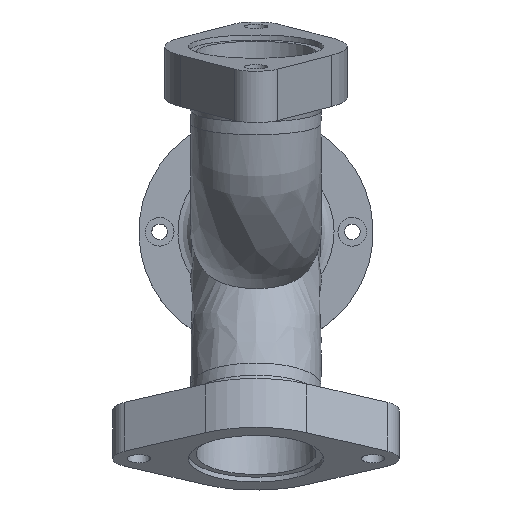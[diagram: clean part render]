
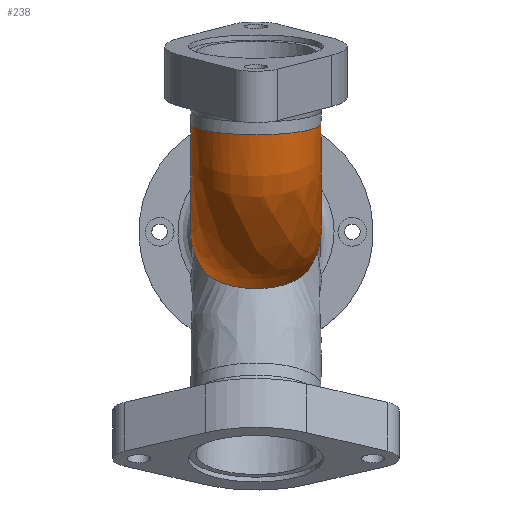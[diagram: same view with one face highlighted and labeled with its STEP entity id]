
A CAD part, top view. The second image highlights one B-rep face of the part: STEP entity #238.
In plain terms, the highlighted free-form (B-spline) face has degree [2, 2] with [3, 7] control points.
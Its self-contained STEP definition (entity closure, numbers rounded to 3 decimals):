
#24 = VERTEX_POINT('',#25);
#25 = CARTESIAN_POINT('',(0.,25.688,
    125.357));
#30 = EDGE_CURVE('',#31,#24,#33,.T.);
#31 = VERTEX_POINT('',#32);
#32 = CARTESIAN_POINT('',(20.999,-14.796,
    125.357));
#33 = ( BOUNDED_CURVE() B_SPLINE_CURVE(2,(#34,#35,#36),.UNSPECIFIED.,.F.
,.F.) B_SPLINE_CURVE_WITH_KNOTS((3,3),(4.099,6.283),
.PIECEWISE_BEZIER_KNOTS.) CURVE() GEOMETRIC_REPRESENTATION_ITEM() 
RATIONAL_B_SPLINE_CURVE((1.,0.46,1.)) REPRESENTATION_ITEM('') 
  );
#34 = CARTESIAN_POINT('',(20.999,-14.796,
    125.357));
#35 = CARTESIAN_POINT('',(49.525,25.688,125.357)
  );
#36 = CARTESIAN_POINT('',(0.,25.688,
    125.357));
#106 = VERTEX_POINT('',#107);
#107 = CARTESIAN_POINT('',(-20.999,-14.796,
    125.357));
#162 = EDGE_CURVE('',#24,#106,#163,.T.);
#163 = ( BOUNDED_CURVE() B_SPLINE_CURVE(2,(#164,#165,#166),
.UNSPECIFIED.,.F.,.F.) B_SPLINE_CURVE_WITH_KNOTS((3,3),(0.,
2.185),.PIECEWISE_BEZIER_KNOTS.) CURVE() 
GEOMETRIC_REPRESENTATION_ITEM() RATIONAL_B_SPLINE_CURVE((1.,
0.46,1.)) REPRESENTATION_ITEM('') );
#164 = CARTESIAN_POINT('',(0.,25.688,
    125.357));
#165 = CARTESIAN_POINT('',(-49.525,25.688,
    125.357));
#166 = CARTESIAN_POINT('',(-20.999,-14.796,
    125.357));
#238 = ADVANCED_FACE('',(#239),#322,.T.);
#239 = FACE_BOUND('',#240,.T.);
#240 = EDGE_LOOP('',(#241,#242,#250,#260,#261,#262,#293));
#241 = ORIENTED_EDGE('',*,*,#30,.T.);
#242 = ORIENTED_EDGE('',*,*,#243,.T.);
#243 = EDGE_CURVE('',#24,#244,#246,.T.);
#244 = VERTEX_POINT('',#245);
#245 = CARTESIAN_POINT('',(0.,46.915,
    150.654));
#246 = ( BOUNDED_CURVE() B_SPLINE_CURVE(2,(#247,#248,#249),
.UNSPECIFIED.,.F.,.F.) B_SPLINE_CURVE_WITH_KNOTS((3,3),(3.142,
4.538),.PIECEWISE_BEZIER_KNOTS.) CURVE() 
GEOMETRIC_REPRESENTATION_ITEM() RATIONAL_B_SPLINE_CURVE((1.,
0.766,1.)) REPRESENTATION_ITEM('') );
#247 = CARTESIAN_POINT('',(0.,25.688,
    125.357));
#248 = CARTESIAN_POINT('',(0.,25.688,
    146.911));
#249 = CARTESIAN_POINT('',(0.,46.915,
    150.654));
#250 = ORIENTED_EDGE('',*,*,#251,.T.);
#251 = EDGE_CURVE('',#244,#244,#252,.T.);
#252 = ( BOUNDED_CURVE() B_SPLINE_CURVE(2,(#253,#254,#255,#256,#257,#258
,#259),.UNSPECIFIED.,.T.,.F.) B_SPLINE_CURVE_WITH_KNOTS((3,2,2,3),(
    3.142,5.236,7.33,9.425),
.PIECEWISE_BEZIER_KNOTS.) CURVE() GEOMETRIC_REPRESENTATION_ITEM() 
RATIONAL_B_SPLINE_CURVE((1.,0.5,1.,0.5,1.,0.5,1.)) REPRESENTATION_ITEM(
  '') );
#253 = CARTESIAN_POINT('',(0.,46.915,
    150.654));
#254 = CARTESIAN_POINT('',(44.493,46.915,
    150.654));
#255 = CARTESIAN_POINT('',(22.246,40.224,
    188.601));
#256 = CARTESIAN_POINT('',(0.,33.533,
    226.547));
#257 = CARTESIAN_POINT('',(-22.246,40.224,188.601
    ));
#258 = CARTESIAN_POINT('',(-44.493,46.915,
    150.654));
#259 = CARTESIAN_POINT('',(0.,46.915,
    150.654));
#260 = ORIENTED_EDGE('',*,*,#243,.F.);
#261 = ORIENTED_EDGE('',*,*,#162,.T.);
#262 = ORIENTED_EDGE('',*,*,#263,.T.);
#263 = EDGE_CURVE('',#106,#264,#266,.T.);
#264 = VERTEX_POINT('',#265);
#265 = CARTESIAN_POINT('',(0.,-22.669,
    146.715));
#266 = B_SPLINE_CURVE_WITH_KNOTS('',7,(#267,#268,#269,#270,#271,#272,
    #273,#274,#275,#276,#277,#278,#279,#280,#281,#282,#283,#284,#285,
    #286,#287,#288,#289,#290,#291,#292),.UNSPECIFIED.,.F.,.F.,(8,6,6,6,8
    ),(0.,0.257,0.578,0.744,1.),
  .UNSPECIFIED.);
#267 = CARTESIAN_POINT('',(-20.999,-14.796,
    125.357));
#268 = CARTESIAN_POINT('',(-20.689,-15.235,
    126.454));
#269 = CARTESIAN_POINT('',(-20.354,-15.667,
    127.546));
#270 = CARTESIAN_POINT('',(-19.99,-16.092,
    128.632));
#271 = CARTESIAN_POINT('',(-19.596,-16.51,
    129.711));
#272 = CARTESIAN_POINT('',(-19.168,-16.92,
    130.78));
#273 = CARTESIAN_POINT('',(-18.706,-17.322,
    131.837));
#274 = CARTESIAN_POINT('',(-17.579,-18.205,
    134.183));
#275 = CARTESIAN_POINT('',(-16.893,-18.682,
    135.464));
#276 = CARTESIAN_POINT('',(-16.143,-19.142,
    136.715));
#277 = CARTESIAN_POINT('',(-15.323,-19.584,
    137.931));
#278 = CARTESIAN_POINT('',(-14.427,-20.005,
    139.101));
#279 = CARTESIAN_POINT('',(-13.453,-20.402,
    140.212));
#280 = CARTESIAN_POINT('',(-11.847,-20.96,
    141.789));
#281 = CARTESIAN_POINT('',(-11.277,-21.143,
    142.307));
#282 = CARTESIAN_POINT('',(-10.685,-21.317,
    142.804));
#283 = CARTESIAN_POINT('',(-10.071,-21.482,
    143.276));
#284 = CARTESIAN_POINT('',(-9.434,-21.637,
    143.722));
#285 = CARTESIAN_POINT('',(-8.775,-21.782,
    144.137));
#286 = CARTESIAN_POINT('',(-7.051,-22.119,
    145.111));
#287 = CARTESIAN_POINT('',(-5.956,-22.296,
    145.626));
#288 = CARTESIAN_POINT('',(-4.817,-22.442,
    146.052));
#289 = CARTESIAN_POINT('',(-3.64,-22.555,
    146.381));
#290 = CARTESIAN_POINT('',(-2.436,-22.631,
    146.604));
#291 = CARTESIAN_POINT('',(-1.218,-22.669,
    146.715));
#292 = CARTESIAN_POINT('',(0.,-22.669,146.715));
#293 = ORIENTED_EDGE('',*,*,#294,.T.);
#294 = EDGE_CURVE('',#264,#31,#295,.T.);
#295 = B_SPLINE_CURVE_WITH_KNOTS('',7,(#296,#297,#298,#299,#300,#301,
    #302,#303,#304,#305,#306,#307,#308,#309,#310,#311,#312,#313,#314,
    #315,#316,#317,#318,#319,#320,#321),.UNSPECIFIED.,.F.,.F.,(8,6,6,6,8
    ),(0.,0.256,0.422,0.743,1.),
  .UNSPECIFIED.);
#296 = CARTESIAN_POINT('',(0.,-22.669,146.715));
#297 = CARTESIAN_POINT('',(1.217,-22.669,146.715
    ));
#298 = CARTESIAN_POINT('',(2.435,-22.631,
    146.604));
#299 = CARTESIAN_POINT('',(3.638,-22.555,
    146.382));
#300 = CARTESIAN_POINT('',(4.813,-22.443,
    146.053));
#301 = CARTESIAN_POINT('',(5.952,-22.296,
    145.627));
#302 = CARTESIAN_POINT('',(7.047,-22.12,
    145.113));
#303 = CARTESIAN_POINT('',(8.769,-21.783,
    144.141));
#304 = CARTESIAN_POINT('',(9.426,-21.639,143.727
    ));
#305 = CARTESIAN_POINT('',(10.062,-21.484,
    143.282));
#306 = CARTESIAN_POINT('',(10.676,-21.319,
    142.811));
#307 = CARTESIAN_POINT('',(11.267,-21.146,
    142.316));
#308 = CARTESIAN_POINT('',(11.836,-20.964,
    141.799));
#309 = CARTESIAN_POINT('',(13.443,-20.406,
    140.223));
#310 = CARTESIAN_POINT('',(14.42,-20.009,
    139.111));
#311 = CARTESIAN_POINT('',(15.317,-19.587,
    137.94));
#312 = CARTESIAN_POINT('',(16.138,-19.145,
    136.723));
#313 = CARTESIAN_POINT('',(16.89,-18.684,
    135.47));
#314 = CARTESIAN_POINT('',(17.577,-18.207,
    134.188));
#315 = CARTESIAN_POINT('',(18.705,-17.323,
    131.839));
#316 = CARTESIAN_POINT('',(19.168,-16.921,
    130.782));
#317 = CARTESIAN_POINT('',(19.595,-16.511,
    129.712));
#318 = CARTESIAN_POINT('',(19.99,-16.093,
    128.633));
#319 = CARTESIAN_POINT('',(20.354,-15.668,
    127.547));
#320 = CARTESIAN_POINT('',(20.689,-15.235,
    126.454));
#321 = CARTESIAN_POINT('',(20.999,-14.796,
    125.357));
#322 = ( BOUNDED_SURFACE() B_SPLINE_SURFACE(2,2,(
    (#323,#324,#325,#326,#327,#328,#329)
    ,(#330,#331,#332,#333,#334,#335,#336)
    ,(#337,#338,#339,#340,#341,#342,#343
)),.UNSPECIFIED.,.F.,.T.,.F.) B_SPLINE_SURFACE_WITH_KNOTS((3,3),(3,2,2,3
    ),(3.142,4.538),(3.142,5.236,
    7.33,9.425),.PIECEWISE_BEZIER_KNOTS.) 
GEOMETRIC_REPRESENTATION_ITEM() RATIONAL_B_SPLINE_SURFACE((
    (1.,0.5,1.,0.5,1.,0.5,1.)
    ,(0.766,0.383,0.766,0.383
      ,0.766,0.383,0.766)
,(1.,0.5,1.,0.5,1.,0.5,1.))) REPRESENTATION_ITEM('') SURFACE() );
#323 = CARTESIAN_POINT('',(0.,25.688,
    125.357));
#324 = CARTESIAN_POINT('',(44.493,25.688,
    125.357));
#325 = CARTESIAN_POINT('',(22.246,-12.844,
    125.357));
#326 = CARTESIAN_POINT('',(0.,-51.376,
    125.357));
#327 = CARTESIAN_POINT('',(-22.246,-12.844,
    125.357));
#328 = CARTESIAN_POINT('',(-44.493,25.688,
    125.357));
#329 = CARTESIAN_POINT('',(0.,25.688,
    125.357));
#330 = CARTESIAN_POINT('',(0.,25.688,
    146.911));
#331 = CARTESIAN_POINT('',(44.493,25.688,
    146.911));
#332 = CARTESIAN_POINT('',(22.246,-12.844,
    179.243));
#333 = CARTESIAN_POINT('',(0.,-51.376,
    211.575));
#334 = CARTESIAN_POINT('',(-22.246,-12.844,
    179.243));
#335 = CARTESIAN_POINT('',(-44.493,25.688,
    146.911));
#336 = CARTESIAN_POINT('',(0.,25.688,
    146.911));
#337 = CARTESIAN_POINT('',(0.,46.915,
    150.654));
#338 = CARTESIAN_POINT('',(44.493,46.915,
    150.654));
#339 = CARTESIAN_POINT('',(22.246,40.224,
    188.601));
#340 = CARTESIAN_POINT('',(0.,33.533,
    226.547));
#341 = CARTESIAN_POINT('',(-22.246,40.224,
    188.601));
#342 = CARTESIAN_POINT('',(-44.493,46.915,
    150.654));
#343 = CARTESIAN_POINT('',(0.,46.915,
    150.654));
